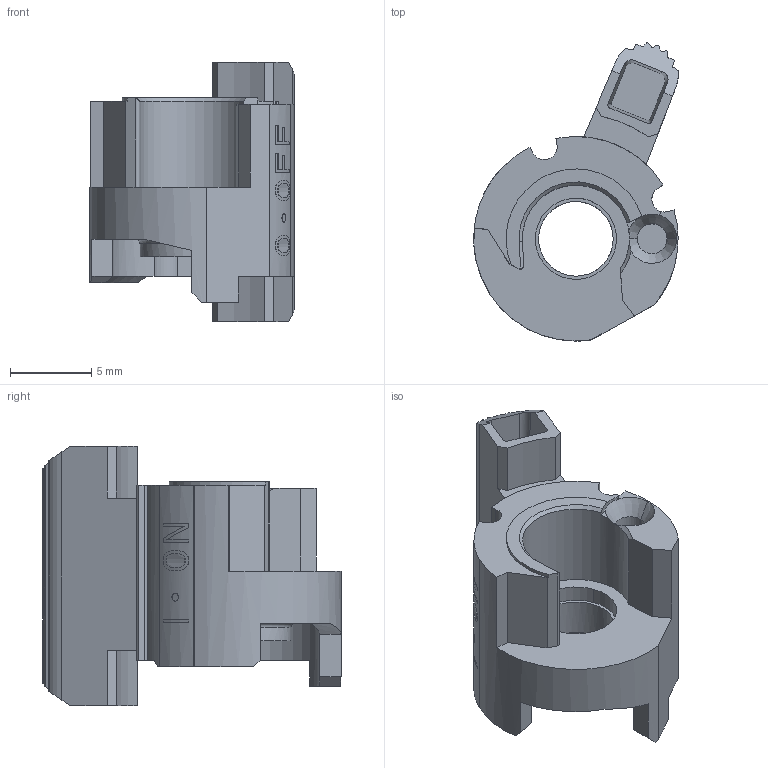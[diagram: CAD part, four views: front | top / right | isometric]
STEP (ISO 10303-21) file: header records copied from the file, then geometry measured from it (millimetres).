
FILE_DESCRIPTION((''),'2;1');
FILE_NAME('MANETTE','2015-02-26T',('SESA69708'),('Schneider-Electric'),'PRO/ENGINEER BY PARAMETRIC TECHNOLOGY CORPORATION, 2012420','PRO/ENGINEER BY PARAMETRIC TECHNOLOGY CORPORATION, 2012420','');
FILE_SCHEMA(('CONFIG_CONTROL_DESIGN'));
Length unit declared in the file: millimetre
Products named in the file (1): MANETTE
Bounding box: 12.61 x 18.37 x 16 mm (x, y, z)
Volume: 957.3 mm3; surface area: 1279.9 mm2
Topology: 1 solids, 1 shells, 334 faces, 933 edges, 615 vertices
Faces by surface type: plane 247, cylinder 75, cone 9, torus 2, bspline 1
Entity records: 10977 total; most frequent: CARTESIAN_POINT 2771, ORIENTED_EDGE 1866, DIRECTION 1467, EDGE_CURVE 933, VERTEX_POINT 615, VECTOR 489, LINE 489, AXIS2_PLACEMENT_3D 489
